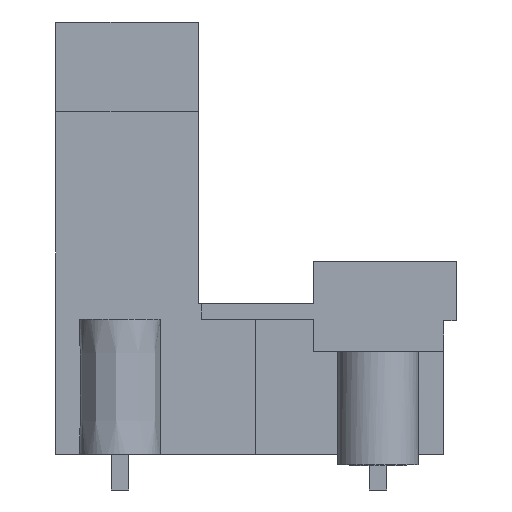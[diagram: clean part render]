
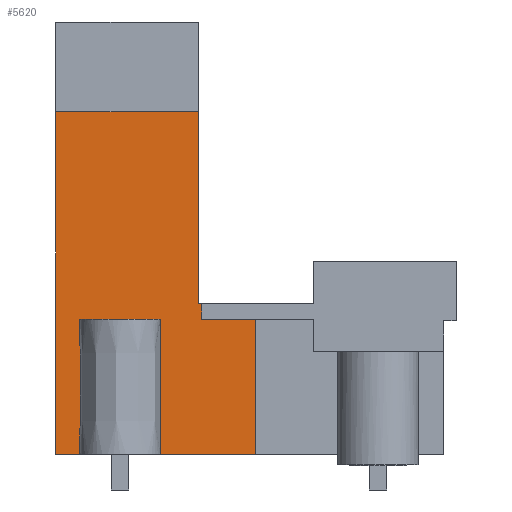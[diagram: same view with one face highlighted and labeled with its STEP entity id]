
A CAD part, left-side view. The second image highlights one B-rep face of the part: STEP entity #5620.
In plain terms, the highlighted planar face has unit normal (-1, 0, 0).
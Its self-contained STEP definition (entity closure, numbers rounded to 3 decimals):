
#5568=AXIS2_PLACEMENT_3D('Plane Axis2P3D',#5565,#5566,#5567) ;
#1600=CARTESIAN_POINT('Vertex',(3.84,11.84,2.1)) ;
#1603=CARTESIAN_POINT('Line Origine',(3.84,14.846,2.1)) ;
#1607=CARTESIAN_POINT('Vertex',(3.84,17.853,2.1)) ;
#1651=CARTESIAN_POINT('Vertex',(3.84,21.887,2.1)) ;
#1654=CARTESIAN_POINT('Line Origine',(3.84,22.779,2.1)) ;
#1658=CARTESIAN_POINT('Vertex',(3.84,23.67,2.1)) ;
#3771=CARTESIAN_POINT('Line Origine',(3.84,15.04,10.55)) ;
#3775=CARTESIAN_POINT('Vertex',(3.84,15.04,11.)) ;
#3777=CARTESIAN_POINT('Vertex',(3.84,15.04,10.1)) ;
#3809=CARTESIAN_POINT('Line Origine',(3.84,13.44,10.1)) ;
#3813=CARTESIAN_POINT('Vertex',(3.84,11.84,10.1)) ;
#3959=CARTESIAN_POINT('Vertex',(3.84,15.24,11.)) ;
#3962=CARTESIAN_POINT('Line Origine',(3.84,15.14,11.)) ;
#5339=CARTESIAN_POINT('Line Origine',(3.84,23.67,12.23)) ;
#5343=CARTESIAN_POINT('Vertex',(3.84,23.67,22.36)) ;
#5565=CARTESIAN_POINT('Axis2P3D Location',(3.84,23.67,1.5)) ;
#5570=CARTESIAN_POINT('Line Origine',(3.84,19.455,22.36)) ;
#5574=CARTESIAN_POINT('Vertex',(3.84,15.24,22.36)) ;
#5577=CARTESIAN_POINT('Line Origine',(3.84,21.887,6.1)) ;
#5581=CARTESIAN_POINT('Vertex',(3.84,21.887,10.1)) ;
#5584=CARTESIAN_POINT('Line Origine',(3.84,19.87,10.1)) ;
#5588=CARTESIAN_POINT('Vertex',(3.84,17.853,10.1)) ;
#5591=CARTESIAN_POINT('Line Origine',(3.84,17.853,6.1)) ;
#5596=CARTESIAN_POINT('Line Origine',(3.84,11.84,6.1)) ;
#5601=CARTESIAN_POINT('Line Origine',(3.84,15.24,16.68)) ;
#1604=DIRECTION('Vector Direction',(0.,-1.,0.)) ;
#1655=DIRECTION('Vector Direction',(0.,-1.,0.)) ;
#3772=DIRECTION('Vector Direction',(0.,0.,-1.)) ;
#3810=DIRECTION('Vector Direction',(0.,1.,0.)) ;
#3963=DIRECTION('Vector Direction',(0.,1.,0.)) ;
#5340=DIRECTION('Vector Direction',(0.,0.,1.)) ;
#5566=DIRECTION('Axis2P3D Direction',(-1.,0.,0.)) ;
#5567=DIRECTION('Axis2P3D XDirection',(0.,-1.,0.)) ;
#5571=DIRECTION('Vector Direction',(0.,-1.,0.)) ;
#5578=DIRECTION('Vector Direction',(0.,0.,1.)) ;
#5585=DIRECTION('Vector Direction',(0.,1.,0.)) ;
#5592=DIRECTION('Vector Direction',(0.,0.,1.)) ;
#5597=DIRECTION('Vector Direction',(0.,0.,1.)) ;
#5602=DIRECTION('Vector Direction',(0.,0.,-1.)) ;
#1605=VECTOR('Line Direction',#1604,1.) ;
#1656=VECTOR('Line Direction',#1655,1.) ;
#3773=VECTOR('Line Direction',#3772,1.) ;
#3811=VECTOR('Line Direction',#3810,1.) ;
#3964=VECTOR('Line Direction',#3963,1.) ;
#5341=VECTOR('Line Direction',#5340,1.) ;
#5572=VECTOR('Line Direction',#5571,1.) ;
#5579=VECTOR('Line Direction',#5578,1.) ;
#5586=VECTOR('Line Direction',#5585,1.) ;
#5593=VECTOR('Line Direction',#5592,1.) ;
#5598=VECTOR('Line Direction',#5597,1.) ;
#5603=VECTOR('Line Direction',#5602,1.) ;
#5607=ORIENTED_EDGE('',*,*,#5576,.T.) ;
#5608=ORIENTED_EDGE('',*,*,#5345,.T.) ;
#5609=ORIENTED_EDGE('',*,*,#1660,.T.) ;
#5610=ORIENTED_EDGE('',*,*,#5583,.T.) ;
#5611=ORIENTED_EDGE('',*,*,#5590,.F.) ;
#5612=ORIENTED_EDGE('',*,*,#5595,.F.) ;
#5613=ORIENTED_EDGE('',*,*,#1609,.T.) ;
#5614=ORIENTED_EDGE('',*,*,#5600,.T.) ;
#5615=ORIENTED_EDGE('',*,*,#3815,.T.) ;
#5616=ORIENTED_EDGE('',*,*,#3779,.F.) ;
#5617=ORIENTED_EDGE('',*,*,#3966,.F.) ;
#5618=ORIENTED_EDGE('',*,*,#5605,.F.) ;
#5620=ADVANCED_FACE('HOUSING',(#5619),#5569,.T.) ;
#1609=EDGE_CURVE('',#1608,#1601,#1606,.T.) ;
#1660=EDGE_CURVE('',#1659,#1652,#1657,.T.) ;
#3779=EDGE_CURVE('',#3776,#3778,#3774,.T.) ;
#3815=EDGE_CURVE('',#3814,#3778,#3812,.T.) ;
#3966=EDGE_CURVE('',#3960,#3776,#3965,.F.) ;
#5345=EDGE_CURVE('',#5344,#1659,#5342,.F.) ;
#5576=EDGE_CURVE('',#5575,#5344,#5573,.F.) ;
#5583=EDGE_CURVE('',#1652,#5582,#5580,.T.) ;
#5590=EDGE_CURVE('',#5589,#5582,#5587,.T.) ;
#5595=EDGE_CURVE('',#1608,#5589,#5594,.T.) ;
#5600=EDGE_CURVE('',#1601,#3814,#5599,.T.) ;
#5605=EDGE_CURVE('',#5575,#3960,#5604,.T.) ;
#5606=EDGE_LOOP('',(#5607,#5608,#5609,#5610,#5611,#5612,#5613,#5614,#5615,#5616,#5617,#5618)) ;
#5619=FACE_OUTER_BOUND('',#5606,.T.) ;
#1606=LINE('Line',#1603,#1605) ;
#1657=LINE('Line',#1654,#1656) ;
#3774=LINE('Line',#3771,#3773) ;
#3812=LINE('Line',#3809,#3811) ;
#3965=LINE('Line',#3962,#3964) ;
#5342=LINE('Line',#5339,#5341) ;
#5573=LINE('Line',#5570,#5572) ;
#5580=LINE('Line',#5577,#5579) ;
#5587=LINE('Line',#5584,#5586) ;
#5594=LINE('Line',#5591,#5593) ;
#5599=LINE('Line',#5596,#5598) ;
#5604=LINE('Line',#5601,#5603) ;
#5569=PLANE('',#5568) ;
#1601=VERTEX_POINT('',#1600) ;
#1608=VERTEX_POINT('',#1607) ;
#1652=VERTEX_POINT('',#1651) ;
#1659=VERTEX_POINT('',#1658) ;
#3776=VERTEX_POINT('',#3775) ;
#3778=VERTEX_POINT('',#3777) ;
#3814=VERTEX_POINT('',#3813) ;
#3960=VERTEX_POINT('',#3959) ;
#5344=VERTEX_POINT('',#5343) ;
#5575=VERTEX_POINT('',#5574) ;
#5582=VERTEX_POINT('',#5581) ;
#5589=VERTEX_POINT('',#5588) ;
